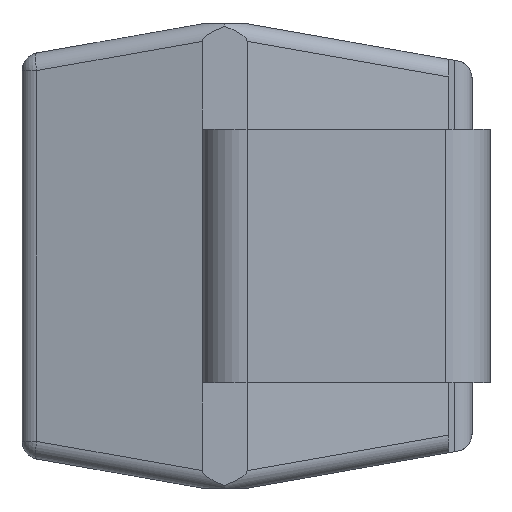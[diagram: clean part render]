
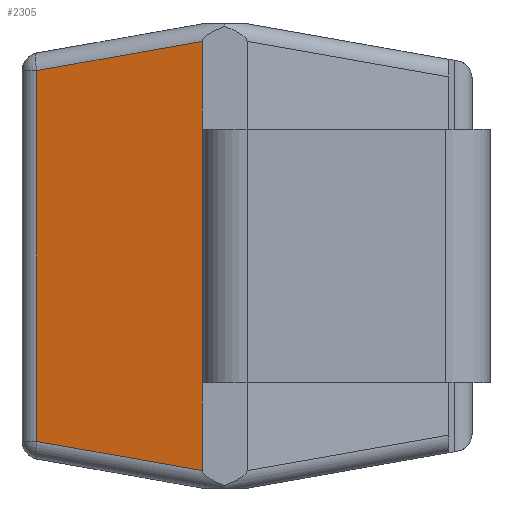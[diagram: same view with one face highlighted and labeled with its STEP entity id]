
A CAD part, left-side view. The second image highlights one B-rep face of the part: STEP entity #2305.
In plain terms, the highlighted planar face has unit normal (-0.985, 0.174, 0).
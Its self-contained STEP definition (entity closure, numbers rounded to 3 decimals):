
#5 = EDGE_CURVE ( 'NONE', #1437, #1946, #1443, .T. ) ;
#161 = VECTOR ( 'NONE', #337, 1000. ) ;
#237 = VECTOR ( 'NONE', #1090, 1000. ) ;
#257 = DIRECTION ( 'NONE',  ( 0., 0., -1. ) ) ;
#272 = CARTESIAN_POINT ( 'NONE',  ( -2.06, 0.482, -1.202 ) ) ;
#316 = AXIS2_PLACEMENT_3D ( 'NONE', #2062, #847, #2270 ) ;
#328 = EDGE_LOOP ( 'NONE', ( #469, #1656, #1405, #1035, #1413, #841 ) ) ;
#337 = DIRECTION ( 'NONE',  ( 0., 0., -1. ) ) ;
#426 = CARTESIAN_POINT ( 'NONE',  ( -1.896, 1.41, -1.038 ) ) ;
#439 = PLANE ( 'NONE',  #316 ) ;
#469 = ORIENTED_EDGE ( 'NONE', *, *, #773, .T. ) ;
#569 = VERTEX_POINT ( 'NONE', #272 ) ;
#683 = VECTOR ( 'NONE', #1008, 1000. ) ;
#773 = EDGE_CURVE ( 'NONE', #932, #1211, #2184, .T. ) ;
#803 = EDGE_CURVE ( 'NONE', #1177, #569, #2341, .T. ) ;
#812 = CARTESIAN_POINT ( 'NONE',  ( -2.063, 0.466, -1.204 ) ) ;
#841 = ORIENTED_EDGE ( 'NONE', *, *, #1647, .T. ) ;
#847 = DIRECTION ( 'NONE',  ( -0.985, 0.174, 0. ) ) ;
#897 = VECTOR ( 'NONE', #1940, 1000. ) ;
#932 = VERTEX_POINT ( 'NONE', #2568 ) ;
#1008 = DIRECTION ( 'NONE',  ( -0.171, -0.97, -0.171 ) ) ;
#1035 = ORIENTED_EDGE ( 'NONE', *, *, #1964, .F. ) ;
#1083 = LINE ( 'NONE', #2443, #1632 ) ;
#1090 = DIRECTION ( 'NONE',  ( 0., 0., -1. ) ) ;
#1099 = EDGE_CURVE ( 'NONE', #1211, #569, #1285, .T. ) ;
#1177 = VERTEX_POINT ( 'NONE', #2240 ) ;
#1211 = VERTEX_POINT ( 'NONE', #426 ) ;
#1285 = LINE ( 'NONE', #812, #683 ) ;
#1333 = CARTESIAN_POINT ( 'NONE',  ( -2.06, 0.482, 0.71 ) ) ;
#1343 = CARTESIAN_POINT ( 'NONE',  ( -2.06, 0.482, 0.71 ) ) ;
#1405 = ORIENTED_EDGE ( 'NONE', *, *, #803, .F. ) ;
#1413 = ORIENTED_EDGE ( 'NONE', *, *, #5, .F. ) ;
#1437 = VERTEX_POINT ( 'NONE', #1715 ) ;
#1438 = DIRECTION ( 'NONE',  ( 0.171, 0.97, -0.171 ) ) ;
#1443 = LINE ( 'NONE', #1697, #897 ) ;
#1459 = FACE_OUTER_BOUND ( 'NONE', #328, .T. ) ;
#1471 = CARTESIAN_POINT ( 'NONE',  ( -1.896, 1.41, -1.122 ) ) ;
#1573 = VECTOR ( 'NONE', #257, 1000. ) ;
#1632 = VECTOR ( 'NONE', #1438, 1000. ) ;
#1647 = EDGE_CURVE ( 'NONE', #1437, #932, #1083, .T. ) ;
#1656 = ORIENTED_EDGE ( 'NONE', *, *, #1099, .T. ) ;
#1697 = CARTESIAN_POINT ( 'NONE',  ( -2.06, 0.482, 1.3 ) ) ;
#1715 = CARTESIAN_POINT ( 'NONE',  ( -2.06, 0.482, 1.202 ) ) ;
#1940 = DIRECTION ( 'NONE',  ( 0., 0., -1. ) ) ;
#1946 = VERTEX_POINT ( 'NONE', #1333 ) ;
#1964 = EDGE_CURVE ( 'NONE', #1946, #1177, #2190, .T. ) ;
#2062 = CARTESIAN_POINT ( 'NONE',  ( -2.08, 0.367, 1.3 ) ) ;
#2184 = LINE ( 'NONE', #1471, #1573 ) ;
#2190 = LINE ( 'NONE', #1343, #161 ) ;
#2240 = CARTESIAN_POINT ( 'NONE',  ( -2.06, 0.482, -0.71 ) ) ;
#2270 = DIRECTION ( 'NONE',  ( -0.174, -0.985, 0. ) ) ;
#2305 = ADVANCED_FACE ( 'NONE', ( #1459 ), #439, .T. ) ;
#2341 = LINE ( 'NONE', #2513, #237 ) ;
#2443 = CARTESIAN_POINT ( 'NONE',  ( -2.083, 0.354, 1.224 ) ) ;
#2513 = CARTESIAN_POINT ( 'NONE',  ( -2.06, 0.482, 1.3 ) ) ;
#2568 = CARTESIAN_POINT ( 'NONE',  ( -1.896, 1.41, 1.038 ) ) ;
